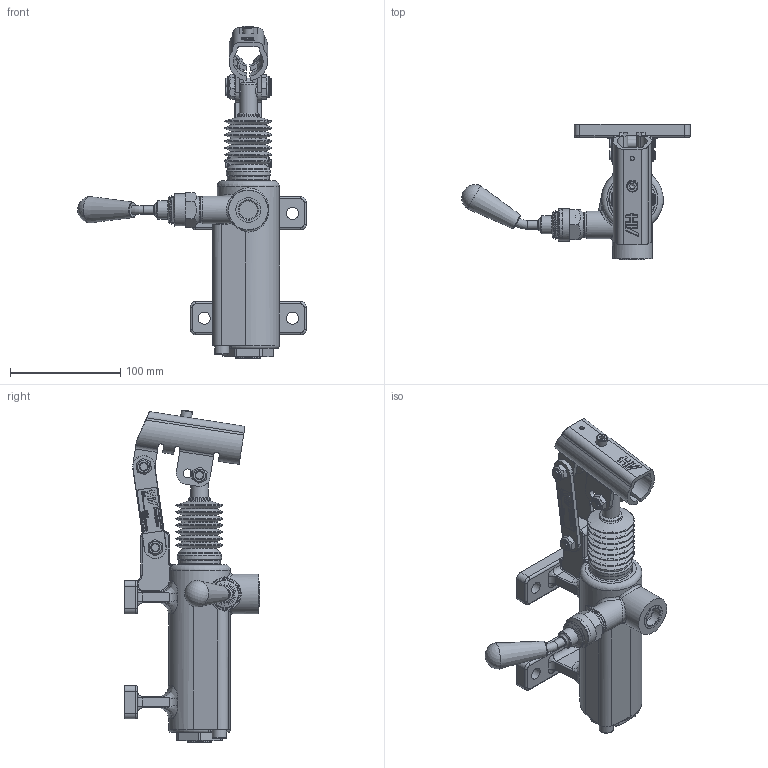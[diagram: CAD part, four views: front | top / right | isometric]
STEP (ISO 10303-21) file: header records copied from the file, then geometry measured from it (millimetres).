
FILE_DESCRIPTION((''),'2;1');
FILE_NAME('PMO 70 m-s (HV) STEP.stp','2014-08-05T16:40:26',('Christian'),(''),'Autodesk Inventor 2013','Autodesk Inventor 2013','');
FILE_SCHEMA(('AUTOMOTIVE_DESIGN { 1 0 10303 214 1 1 1 1 }'));
Length unit declared in the file: millimetre
Products named in the file (1): 6079.0034.10.50 Derivazione 2
Bounding box: 206.92 x 122.5 x 300.56 mm (x, y, z)
Volume: 373051.5 mm3; surface area: 170281.9 mm2
Topology: 11 solids, 14 shells, 1316 faces, 3308 edges, 2084 vertices
Faces by surface type: plane 593, cylinder 261, bspline 213, cone 133, torus 114, sphere 2
Full cylindrical faces by diameter (mm): 4 x2, 6 x1, 8 x17, 10 x2, 11 x4, 11.05 x6, 12 x2, 13 x1, 13.468 x1, 14 x1, 16 x2, 16.468 x1, 17.5 x2, 18.631 x2, 19.5 x2, 20 x1, 21 x1, 22 x2, 22.5 x2, 23 x1, 25 x2, 28 x1, 29.5 x1, 30 x7, 36 x2, 38.004 x2, 38.376 x1, 40 x3, 56 x1
Entity records: 42273 total; most frequent: CARTESIAN_POINT 11952, ORIENTED_EDGE 6068, DIRECTION 5392, EDGE_CURVE 3034, VERTEX_POINT 2022, AXIS2_PLACEMENT_3D 1900, EDGE_LOOP 1658, VECTOR 1592
